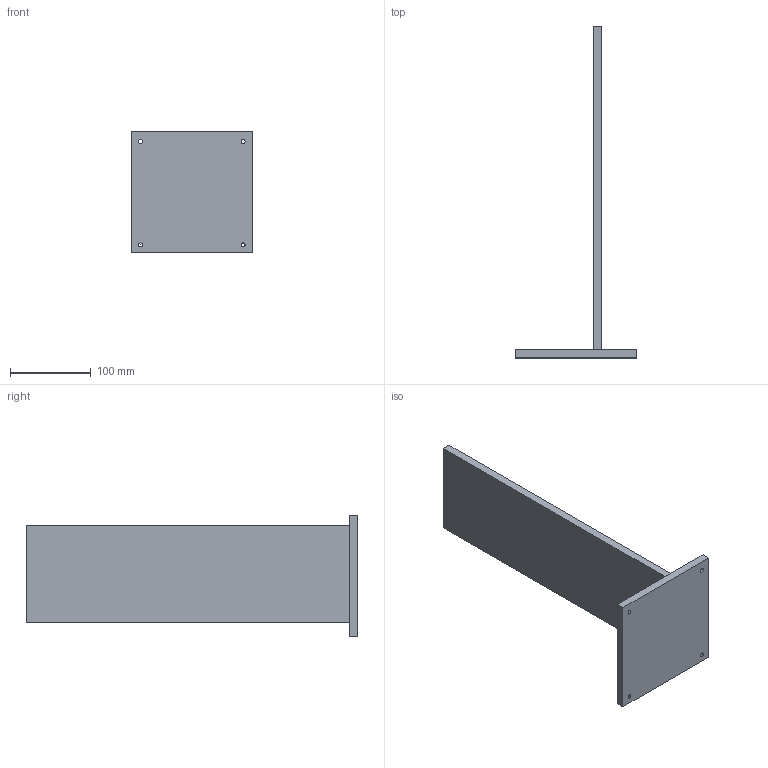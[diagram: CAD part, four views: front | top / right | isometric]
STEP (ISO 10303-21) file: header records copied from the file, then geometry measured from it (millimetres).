
FILE_DESCRIPTION (( 'STEP AP214' ), '1' );
FILE_NAME ('Gripper Base.STEP', '2019-02-19T19:50:59', ( '' ), ( '' ), 'SwSTEP 2.0', 'SolidWorks 2017', '' );
FILE_SCHEMA (( 'AUTOMOTIVE_DESIGN' ));
Length unit declared in the file: millimetre
Products named in the file (1): Gripper Base
Bounding box: 150 x 410 x 150 mm (x, y, z)
Volume: 704214.7 mm3; surface area: 155474.2 mm2
Topology: 2 solids, 2 shells, 23 faces, 54 edges, 36 vertices
Faces by surface type: plane 13, cylinder 10
Entity records: 727 total; most frequent: DIRECTION 122, CARTESIAN_POINT 114, ORIENTED_EDGE 108, EDGE_CURVE 54, AXIS2_PLACEMENT_3D 44, VERTEX_POINT 36, VECTOR 34, LINE 34
